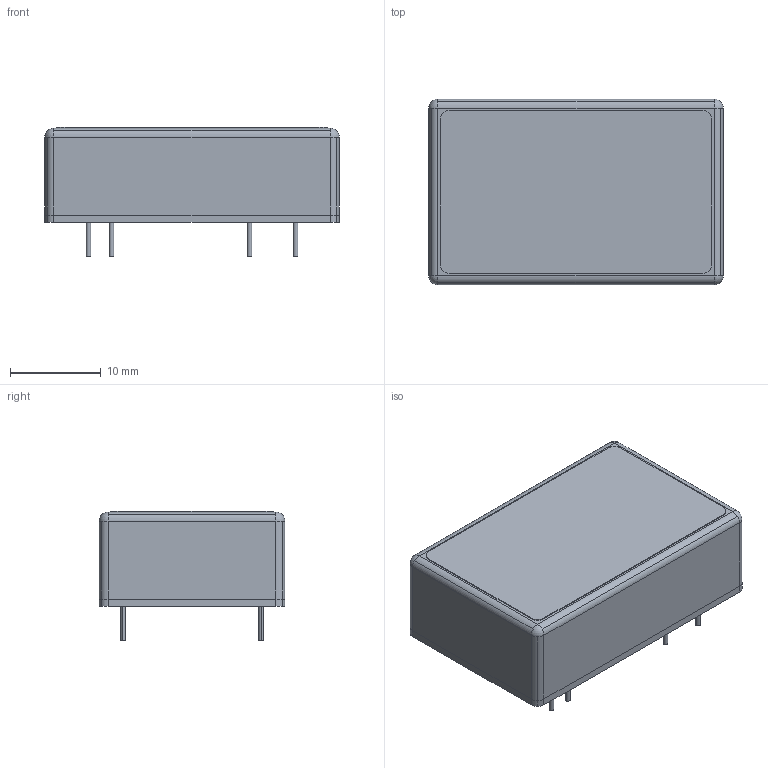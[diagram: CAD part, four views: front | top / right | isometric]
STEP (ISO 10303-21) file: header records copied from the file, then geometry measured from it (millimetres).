
FILE_DESCRIPTION((''),'2;1');
FILE_NAME('DCDC_TRACO_TEN5.stp','2009-12-08T16:52:30',(''),(''),'Mechanical Desktop 2006','Mechanical Desktop 2006',', , ');
FILE_SCHEMA(('AUTOMOTIVE_DESIGN { 1 2 10303 214 0 1 1 1 }'));
Length unit declared in the file: millimetre
Products named in the file (1): Product
Bounding box: 32.5 x 20.5 x 14.3 mm (x, y, z)
Volume: 6957.9 mm3; surface area: 4839.5 mm2
Topology: 11 solids, 11 shells, 86 faces, 184 edges, 116 vertices
Faces by surface type: cylinder 48, plane 34, sphere 4
Entity records: 2380 total; most frequent: DIRECTION 450, CARTESIAN_POINT 383, ORIENTED_EDGE 360, AXIS2_PLACEMENT_3D 183, EDGE_CURVE 180, VERTEX_POINT 116, CIRCLE 96, EDGE_LOOP 86
